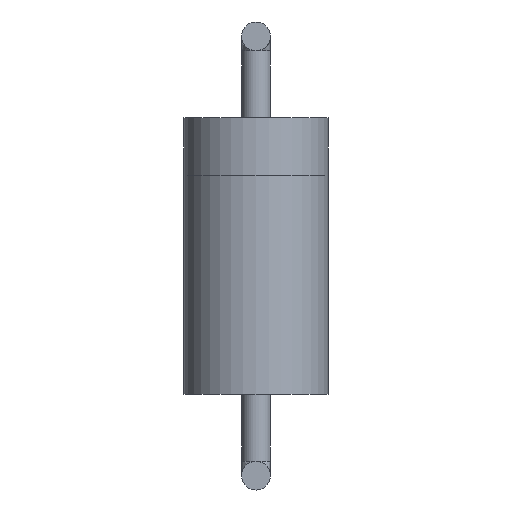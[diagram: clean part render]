
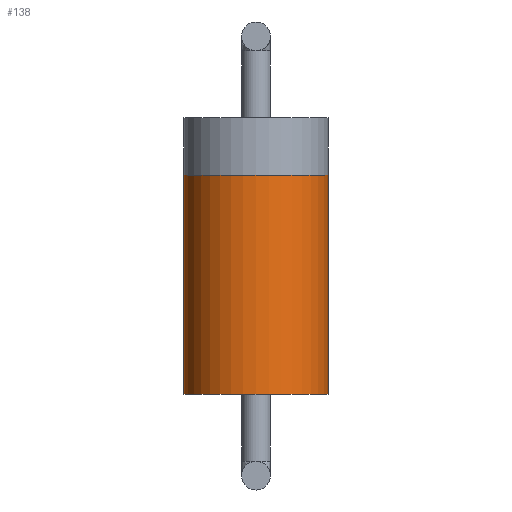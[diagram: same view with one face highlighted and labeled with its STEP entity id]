
A CAD part, front view. The second image highlights one B-rep face of the part: STEP entity #138.
In plain terms, the highlighted cylindrical face has radius 1.25 mm (diameter 2.5 mm), a full revolution.
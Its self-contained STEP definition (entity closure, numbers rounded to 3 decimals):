
#25=FACE_BOUND('',#55,.T.);
#37=FACE_OUTER_BOUND('',#54,.T.);
#54=EDGE_LOOP('',(#107));
#55=EDGE_LOOP('',(#108));
#69=CIRCLE('',#159,1.25);
#70=CIRCLE('',#161,1.25);
#78=VERTEX_POINT('',#286);
#79=VERTEX_POINT('',#289);
#89=EDGE_CURVE('',#78,#78,#69,.T.);
#90=EDGE_CURVE('',#79,#79,#70,.T.);
#107=ORIENTED_EDGE('',*,*,#89,.T.);
#108=ORIENTED_EDGE('',*,*,#90,.F.);
#118=CYLINDRICAL_SURFACE('',#160,1.25);
#138=ADVANCED_FACE('',(#37,#25),#118,.T.);
#159=AXIS2_PLACEMENT_3D('',#287,#198,#199);
#160=AXIS2_PLACEMENT_3D('',#288,#200,#201);
#161=AXIS2_PLACEMENT_3D('',#290,#202,#203);
#198=DIRECTION('center_axis',(0.,0.,-1.));
#199=DIRECTION('ref_axis',(-1.,0.,0.));
#200=DIRECTION('center_axis',(0.,0.,1.));
#201=DIRECTION('ref_axis',(-1.,0.,0.));
#202=DIRECTION('center_axis',(0.,0.,-1.));
#203=DIRECTION('ref_axis',(-1.,0.,0.));
#286=CARTESIAN_POINT('',(1.25,0.,3.8));
#287=CARTESIAN_POINT('Origin',(0.,0.,3.8));
#288=CARTESIAN_POINT('Origin',(0.,0.,0.));
#289=CARTESIAN_POINT('',(1.25,0.,0.));
#290=CARTESIAN_POINT('Origin',(0.,0.,0.));
